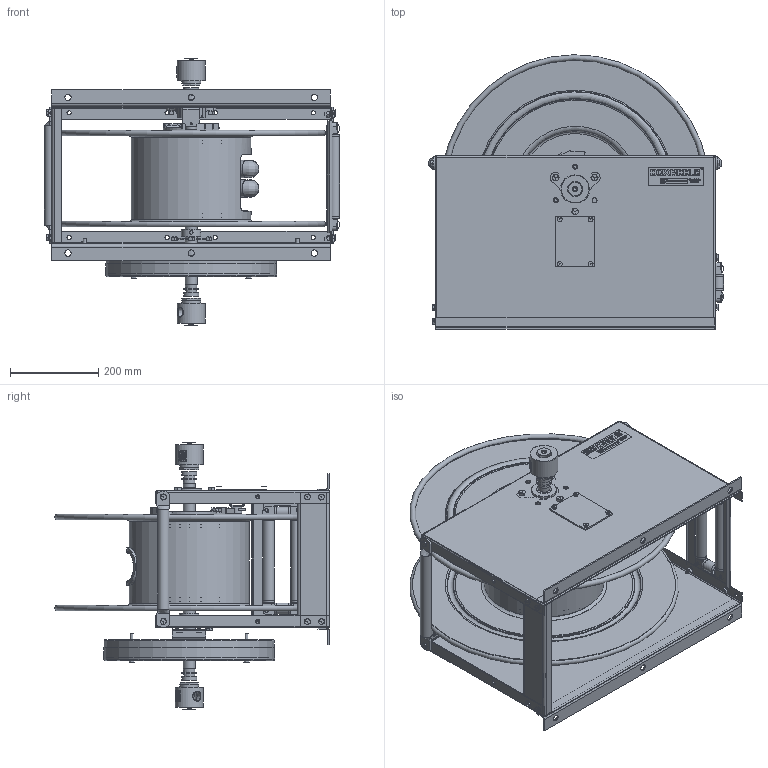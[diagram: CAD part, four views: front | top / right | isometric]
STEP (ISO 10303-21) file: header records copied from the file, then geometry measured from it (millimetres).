
FILE_DESCRIPTION(/* description */ (''),/* implementation_level */ '2;1');
FILE_NAME(/* name */ 'DLPL-550_SHARED.stp',/* time_stamp */ '2015-02-18T13:54:12-07:00',/* author */ ('JKusbel'),/* organization */ (''),/* preprocessor_version */ 'ST-DEVELOPER v15.6',/* originating_system */ 'Autodesk Inventor 2015',/* authorisation */ '');
FILE_SCHEMA (('AUTOMOTIVE_DESIGN { 1 0 10303 214 3 1 1 }'));
Products named in the file (1): DLPL-550_SHARED
Bounding box: 669.03 x 622.25 x 604.52 mm (x, y, z)
Surface area: 3394390.3 mm2 (no closed solid volume)
Topology: 0 solids, 232 shells, 511 faces, 5745 edges, 5354 vertices
Faces by surface type: plane 313, cylinder 127, torus 31, bspline 19, cone 17, sphere 4
Full cylindrical faces by diameter (mm): 6.35 x4, 7.798 x2, 7.938 x7, 12.7 x3, 13.462 x2, 14.287 x6, 17.78 x2, 19.05 x1, 20.625 x1, 25.4 x18, 25.654 x2, 26.594 x1, 26.67 x2, 34.544 x4, 41.402 x1, 42.926 x2, 44.323 x1, 57.125 x1, 63.5 x2, 261.635 x1, 267.716 x1, 271.511 x1, 387.096 x1, 388.62 x1
Entity records: 55031 total; most frequent: CARTESIAN_POINT 17787, DIRECTION 6033, ORIENTED_EDGE 6008, EDGE_CURVE 5591, VERTEX_POINT 5311, LINE 3111, VECTOR 3111, AXIS2_PLACEMENT_3D 1461
